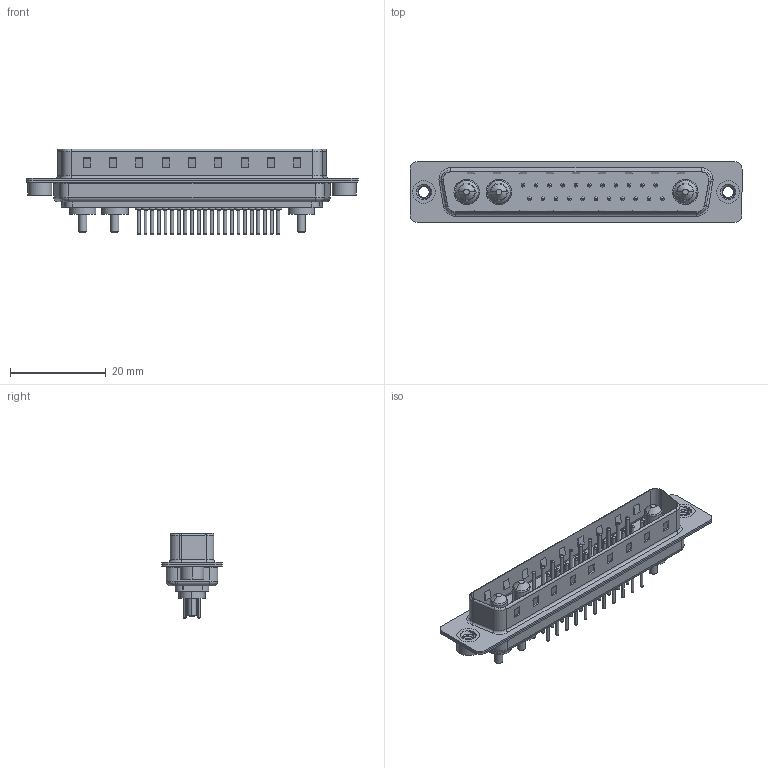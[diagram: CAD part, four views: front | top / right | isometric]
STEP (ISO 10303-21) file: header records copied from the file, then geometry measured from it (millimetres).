
FILE_DESCRIPTION (( 'STEP AP203' ), '1' );
FILE_NAME ('627-25W3624-1T2.STEP', '2019-05-29T21:33:17', ( '' ), ( '' ), 'SwSTEP 2.0', 'SolidWorks 2016', '' );
FILE_SCHEMA (( 'CONFIG_CONTROL_DESIGN' ));
Length unit declared in the file: millimetre
Products named in the file (8): 627Combo Shell Front_37 Contacts; 627Combo Threaded Rivet_2; Power Pin_10A S; 627Combo Contact Row 1_24; 627Combo Contact Row 2_24; 627-25W3624-1T2; 627Combo Housing_25W3; 627Combo Shell Rear_37 Contacts
Assembly tree (30 placements, depth 2):
  627-25W3624-1T2
    627Combo Housing_25W3
    627Combo Shell Rear_37 Contacts
    627Combo Shell Front_37 Contacts
    627Combo Threaded Rivet_2  x2
    Power Pin_10A S  x3
    627Combo Contact Row 1_24  x11
    627Combo Contact Row 2_24  x11
Bounding box: 69.3 x 12.6 x 17.9 mm (x, y, z)
Volume: 3929.5 mm3; surface area: 9143.9 mm2
Topology: 33 solids, 33 shells, 1346 faces, 2940 edges, 1790 vertices
Faces by surface type: cylinder 506, torus 408, plane 387, cone 33, bspline 12
Entity records: 22576 total; most frequent: CARTESIAN_POINT 4879, DIRECTION 3645, ORIENTED_EDGE 3182, EDGE_CURVE 1591, AXIS2_PLACEMENT_3D 1414, VERTEX_POINT 1010, EDGE_LOOP 829, VECTOR 817
